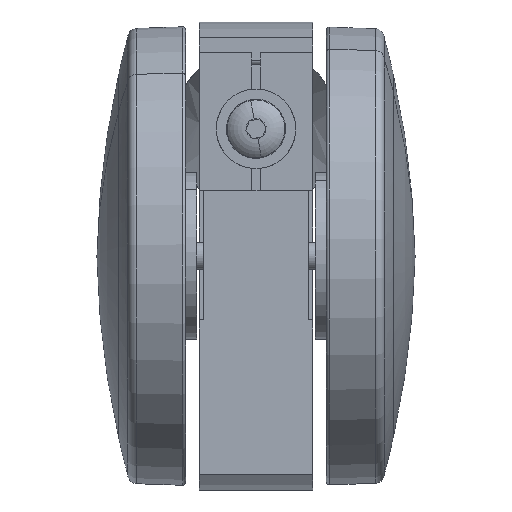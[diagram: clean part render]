
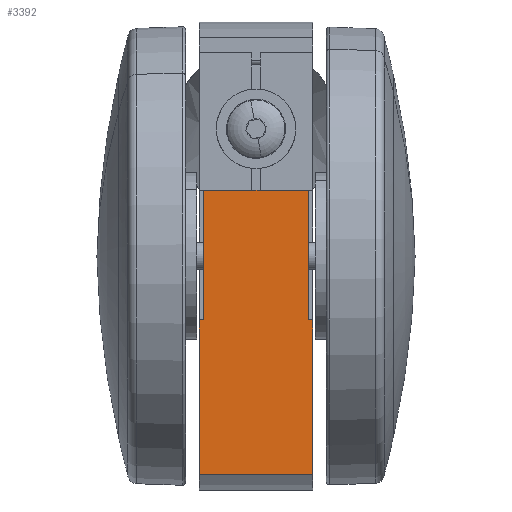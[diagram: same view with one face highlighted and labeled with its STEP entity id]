
A CAD part, front view. The second image highlights one B-rep face of the part: STEP entity #3392.
In plain terms, the highlighted planar face has unit normal (0, -1, 0).
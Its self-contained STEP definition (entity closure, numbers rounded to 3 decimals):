
#516 = CARTESIAN_POINT ( 'NONE',  ( 12.5, -18.5, -48.062 ) ) ;
#1005 = DIRECTION ( 'NONE',  ( -1., 0., 0. ) ) ;
#1122 = ORIENTED_EDGE ( 'NONE', *, *, #11078, .T. ) ;
#1142 = DIRECTION ( 'NONE',  ( 0., 0., -1. ) ) ;
#1368 = CARTESIAN_POINT ( 'NONE',  ( 12.5, -18.5, -48.062 ) ) ;
#1587 = VERTEX_POINT ( 'NONE', #7567 ) ;
#1664 = LINE ( 'NONE', #6009, #9542 ) ;
#2175 = CARTESIAN_POINT ( 'NONE',  ( 11.5, -18.5, -14.062 ) ) ;
#2601 = VECTOR ( 'NONE', #2751, 1000. ) ;
#2751 = DIRECTION ( 'NONE',  ( 0., 0., -1. ) ) ;
#2919 = DIRECTION ( 'NONE',  ( -1., 0., 0. ) ) ;
#2968 = EDGE_CURVE ( 'NONE', #4955, #10460, #13681, .T. ) ;
#3392 = ADVANCED_FACE ( 'NONE', ( #6787 ), #11171, .F. ) ;
#3898 = CARTESIAN_POINT ( 'NONE',  ( 12.5, -18.5, -14.062 ) ) ;
#4067 = VECTOR ( 'NONE', #1142, 1000. ) ;
#4117 = CARTESIAN_POINT ( 'NONE',  ( 12.5, -18.5, -48.062 ) ) ;
#4290 = CARTESIAN_POINT ( 'NONE',  ( -11.5, -18.5, -14.062 ) ) ;
#4300 = ORIENTED_EDGE ( 'NONE', *, *, #8467, .T. ) ;
#4854 = DIRECTION ( 'NONE',  ( -1., 0., 0. ) ) ;
#4955 = VERTEX_POINT ( 'NONE', #5106 ) ;
#5051 = EDGE_CURVE ( 'NONE', #4955, #10285, #13897, .T. ) ;
#5106 = CARTESIAN_POINT ( 'NONE',  ( 12.5, -18.5, -14.062 ) ) ;
#5395 = CARTESIAN_POINT ( 'NONE',  ( -12.5, -18.5, -48.062 ) ) ;
#5561 = EDGE_CURVE ( 'NONE', #10285, #10249, #11382, .T. ) ;
#5705 = DIRECTION ( 'NONE',  ( 0., 1., 0. ) ) ;
#5751 = VECTOR ( 'NONE', #4854, 1000. ) ;
#6009 = CARTESIAN_POINT ( 'NONE',  ( -12.5, -18.5, -48.062 ) ) ;
#6422 = LINE ( 'NONE', #10806, #10688 ) ;
#6562 = LINE ( 'NONE', #10951, #4067 ) ;
#6732 = AXIS2_PLACEMENT_3D ( 'NONE', #1368, #5705, #10094 ) ;
#6747 = VECTOR ( 'NONE', #8492, 1000. ) ;
#6787 = FACE_OUTER_BOUND ( 'NONE', #9416, .T. ) ;
#7037 = EDGE_CURVE ( 'NONE', #8501, #8160, #8346, .T. ) ;
#7390 = ORIENTED_EDGE ( 'NONE', *, *, #7037, .T. ) ;
#7567 = CARTESIAN_POINT ( 'NONE',  ( -11.5, -18.5, 14.438 ) ) ;
#8135 = ORIENTED_EDGE ( 'NONE', *, *, #8629, .F. ) ;
#8160 = VERTEX_POINT ( 'NONE', #12692 ) ;
#8180 = LINE ( 'NONE', #12539, #2601 ) ;
#8267 = DIRECTION ( 'NONE',  ( -1., 0., 0. ) ) ;
#8346 = LINE ( 'NONE', #12702, #9596 ) ;
#8357 = VECTOR ( 'NONE', #8267, 1000. ) ;
#8364 = EDGE_CURVE ( 'NONE', #8160, #10249, #1664, .T. ) ;
#8467 = EDGE_CURVE ( 'NONE', #9034, #1587, #6422, .T. ) ;
#8492 = DIRECTION ( 'NONE',  ( 0., 0., -1. ) ) ;
#8501 = VERTEX_POINT ( 'NONE', #4290 ) ;
#8629 = EDGE_CURVE ( 'NONE', #9034, #10460, #6562, .T. ) ;
#9034 = VERTEX_POINT ( 'NONE', #11253 ) ;
#9335 = ORIENTED_EDGE ( 'NONE', *, *, #5561, .F. ) ;
#9382 = ORIENTED_EDGE ( 'NONE', *, *, #2968, .T. ) ;
#9416 = EDGE_LOOP ( 'NONE', ( #8135, #4300, #1122, #7390, #11531, #9335, #9769, #9382 ) ) ;
#9542 = VECTOR ( 'NONE', #10394, 1000. ) ;
#9596 = VECTOR ( 'NONE', #2919, 1000. ) ;
#9769 = ORIENTED_EDGE ( 'NONE', *, *, #5051, .F. ) ;
#9774 = CARTESIAN_POINT ( 'NONE',  ( 12.5, -18.5, -48.062 ) ) ;
#10094 = DIRECTION ( 'NONE',  ( 0., 0., 1. ) ) ;
#10249 = VERTEX_POINT ( 'NONE', #5395 ) ;
#10285 = VERTEX_POINT ( 'NONE', #9774 ) ;
#10394 = DIRECTION ( 'NONE',  ( 0., 0., -1. ) ) ;
#10460 = VERTEX_POINT ( 'NONE', #2175 ) ;
#10688 = VECTOR ( 'NONE', #1005, 1000. ) ;
#10806 = CARTESIAN_POINT ( 'NONE',  ( 18.251, -18.5, 14.438 ) ) ;
#10951 = CARTESIAN_POINT ( 'NONE',  ( 11.5, -18.5, 14.438 ) ) ;
#11078 = EDGE_CURVE ( 'NONE', #1587, #8501, #8180, .T. ) ;
#11171 = PLANE ( 'NONE',  #6732 ) ;
#11253 = CARTESIAN_POINT ( 'NONE',  ( 11.5, -18.5, 14.438 ) ) ;
#11382 = LINE ( 'NONE', #516, #5751 ) ;
#11531 = ORIENTED_EDGE ( 'NONE', *, *, #8364, .T. ) ;
#12539 = CARTESIAN_POINT ( 'NONE',  ( -11.5, -18.5, 14.438 ) ) ;
#12692 = CARTESIAN_POINT ( 'NONE',  ( -12.5, -18.5, -14.062 ) ) ;
#12702 = CARTESIAN_POINT ( 'NONE',  ( -11.5, -18.5, -14.062 ) ) ;
#13681 = LINE ( 'NONE', #3898, #8357 ) ;
#13897 = LINE ( 'NONE', #4117, #6747 ) ;
